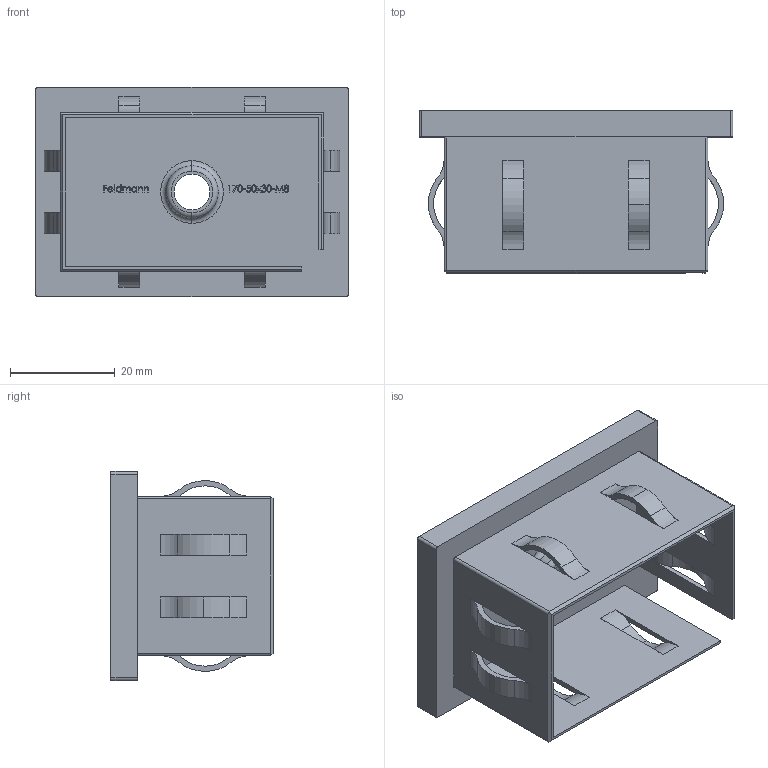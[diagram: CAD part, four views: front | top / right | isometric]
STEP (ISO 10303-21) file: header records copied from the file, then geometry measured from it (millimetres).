
FILE_DESCRIPTION (( 'STEP AP203' ), '1' );
FILE_NAME ('170-60x40-M8.step', '2019-09-16T11:01:16', ( '' ), ( '' ), 'SwSTEP 2.0', 'SolidWorks 2015', '' );
FILE_SCHEMA (( 'CONFIG_CONTROL_DESIGN' ));
Length unit declared in the file: millimetre
Products named in the file (1): 170-60x40-M8
Bounding box: 60 x 31 x 40 mm (x, y, z)
Volume: 15908.2 mm3; surface area: 14332.4 mm2
Topology: 1 solids, 1 shells, 377 faces, 1045 edges, 684 vertices
Faces by surface type: plane 190, bspline 114, cylinder 67, torus 4, cone 2
Entity records: 18617 total; most frequent: CARTESIAN_POINT 9487, ORIENTED_EDGE 2090, DIRECTION 1512, EDGE_CURVE 1045, VERTEX_POINT 684, LINE 638, VECTOR 638, AXIS2_PLACEMENT_3D 437
